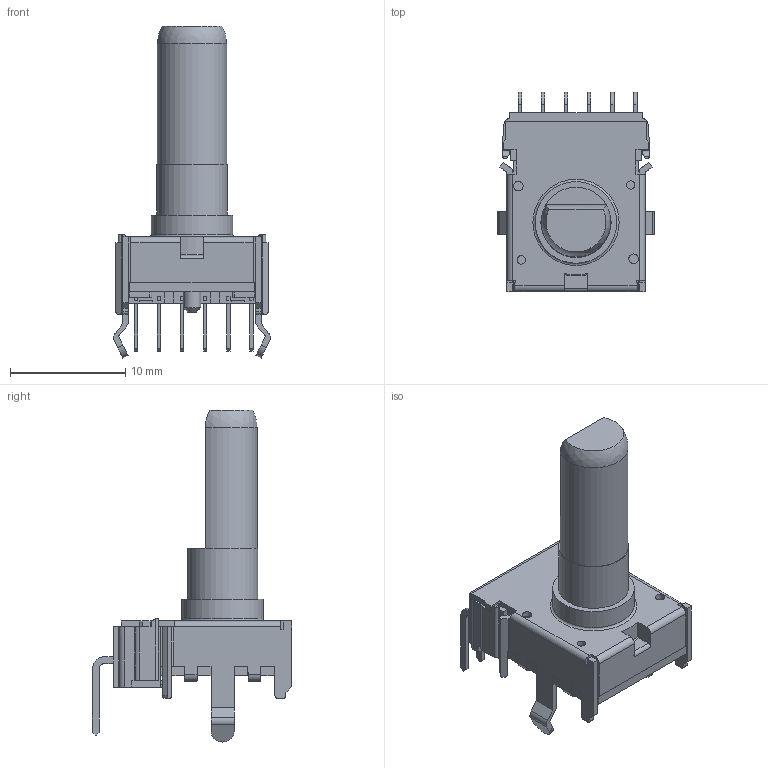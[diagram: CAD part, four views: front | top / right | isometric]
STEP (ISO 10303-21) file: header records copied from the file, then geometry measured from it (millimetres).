
FILE_DESCRIPTION( ( '' ), ' ' );
FILE_NAME( '582ee01128f4af02677e7603.step', '2016-11-18T11:03:45', ( '' ), ( '' ), ' ', ' ', ' ' );
FILE_SCHEMA( ( 'AUTOMOTIVE_DESIGN { 1 0 10303 214 1 1 1 1 }' ) );
Length unit declared in the file: metre
Products named in the file (1): Open CASCADE STEP translator 6.8 2
Bounding box: 13.6 x 17.3 x 28.8 mm (x, y, z)
Volume: 1418.5 mm3; surface area: 1304.6 mm2
Topology: 1 solids, 1 shells, 409 faces, 1116 edges, 728 vertices
Faces by surface type: plane 322, cylinder 75, bspline 8, torus 2, cone 1, sphere 1
Full cylindrical faces by diameter (mm): 0.73 x2, 0.83 x2, 1.5 x1, 6.09 x1, 7.08 x1
Entity records: 21745 total; most frequent: CARTESIAN_POINT 2667, ORIENTED_EDGE 2200, DIRECTION 2011, STYLED_ITEM 1509, PRESENTATION_STYLE_ASSIGNMENT 1509, COLOUR_RGB 1509, EDGE_CURVE 1100, CURVE_STYLE 1100
